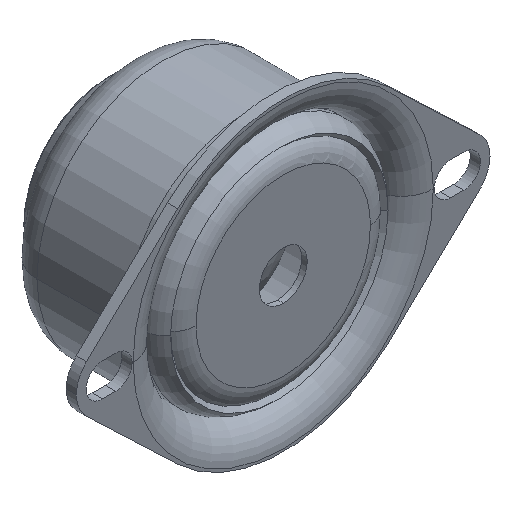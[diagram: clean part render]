
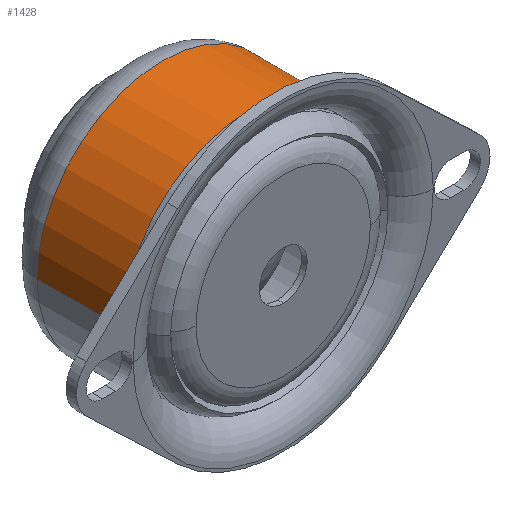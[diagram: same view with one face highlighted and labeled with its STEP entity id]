
A CAD part, isometric view. The second image highlights one B-rep face of the part: STEP entity #1428.
In plain terms, the highlighted cylindrical face has radius 21 mm (diameter 42 mm), a partial arc.
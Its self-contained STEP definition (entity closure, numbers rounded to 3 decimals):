
#4 = DIRECTION ( 'NONE',  ( 0., -1., 0. ) ) ;
#113 = AXIS2_PLACEMENT_3D ( 'NONE', #848, #1533, #2024 ) ;
#343 = DIRECTION ( 'NONE',  ( 0., -1., 0. ) ) ;
#383 = CIRCLE ( 'NONE', #113, 21. ) ;
#468 = CYLINDRICAL_SURFACE ( 'NONE', #2142, 21. ) ;
#518 = FACE_OUTER_BOUND ( 'NONE', #735, .T. ) ;
#548 = DIRECTION ( 'NONE',  ( 1., 0., 0. ) ) ;
#577 = ORIENTED_EDGE ( 'NONE', *, *, #906, .F. ) ;
#632 = VERTEX_POINT ( 'NONE', #792 ) ;
#689 = ORIENTED_EDGE ( 'NONE', *, *, #2076, .T. ) ;
#735 = EDGE_LOOP ( 'NONE', ( #1037, #689, #1710, #577 ) ) ;
#792 = CARTESIAN_POINT ( 'NONE',  ( -21., -3.006, 0. ) ) ;
#848 = CARTESIAN_POINT ( 'NONE',  ( 0., -17.4, 0. ) ) ;
#906 = EDGE_CURVE ( 'NONE', #1191, #2179, #938, .T. ) ;
#938 = LINE ( 'NONE', #1039, #2143 ) ;
#991 = VECTOR ( 'NONE', #1366, 1000. ) ;
#1037 = ORIENTED_EDGE ( 'NONE', *, *, #1232, .T. ) ;
#1039 = CARTESIAN_POINT ( 'NONE',  ( 21., -10.203, 0. ) ) ;
#1045 = CARTESIAN_POINT ( 'NONE',  ( 0., -3.006, 0. ) ) ;
#1066 = DIRECTION ( 'NONE',  ( 0., -1., 0. ) ) ;
#1178 = CARTESIAN_POINT ( 'NONE',  ( 21., -3.006, 0. ) ) ;
#1191 = VERTEX_POINT ( 'NONE', #1178 ) ;
#1224 = AXIS2_PLACEMENT_3D ( 'NONE', #1045, #343, #1555 ) ;
#1232 = EDGE_CURVE ( 'NONE', #1191, #632, #1597, .T. ) ;
#1366 = DIRECTION ( 'NONE',  ( 0., -1., 0. ) ) ;
#1422 = CARTESIAN_POINT ( 'NONE',  ( 0., -10.203, 0. ) ) ;
#1428 = ADVANCED_FACE ( 'NONE', ( #518 ), #468, .T. ) ;
#1457 = LINE ( 'NONE', #1532, #991 ) ;
#1461 = VERTEX_POINT ( 'NONE', #1488 ) ;
#1488 = CARTESIAN_POINT ( 'NONE',  ( -21., -17.4, 0. ) ) ;
#1532 = CARTESIAN_POINT ( 'NONE',  ( -21., -10.203, 0. ) ) ;
#1533 = DIRECTION ( 'NONE',  ( 0., 1., 0. ) ) ;
#1555 = DIRECTION ( 'NONE',  ( 1., 0., 0. ) ) ;
#1597 = CIRCLE ( 'NONE', #1224, 21. ) ;
#1599 = EDGE_CURVE ( 'NONE', #1461, #2179, #383, .T. ) ;
#1710 = ORIENTED_EDGE ( 'NONE', *, *, #1599, .T. ) ;
#2024 = DIRECTION ( 'NONE',  ( 1., 0., 0. ) ) ;
#2064 = CARTESIAN_POINT ( 'NONE',  ( 21., -17.4, 0. ) ) ;
#2076 = EDGE_CURVE ( 'NONE', #632, #1461, #1457, .T. ) ;
#2142 = AXIS2_PLACEMENT_3D ( 'NONE', #1422, #1066, #548 ) ;
#2143 = VECTOR ( 'NONE', #4, 1000. ) ;
#2179 = VERTEX_POINT ( 'NONE', #2064 ) ;
